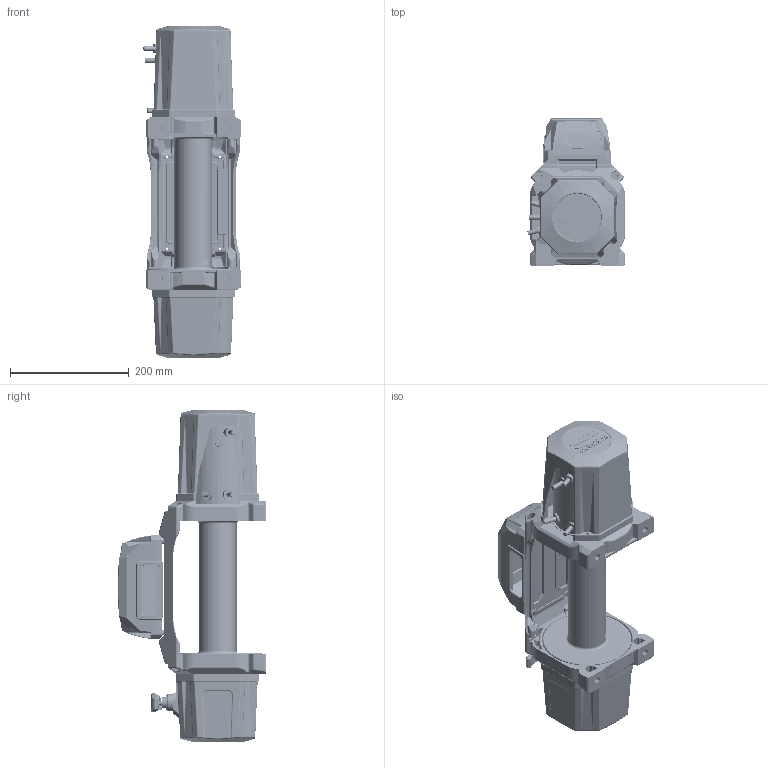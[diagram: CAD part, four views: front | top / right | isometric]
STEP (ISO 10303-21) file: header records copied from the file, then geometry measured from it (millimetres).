
FILE_DESCRIPTION(/* description */ (''),/* implementation_level */ '2;1');
FILE_NAME(/* name */ '649335_SX10_12V.stp',/* time_stamp */ '2023-06-12T08:27:34+02:00',/* author */ ('lang1ph'),/* organization */ (''),/* preprocessor_version */ 'ST-DEVELOPER v18.1',/* originating_system */ 'Autodesk Inventor 2022',/* authorisation */ '');
FILE_SCHEMA (('CONFIG_CONTROL_DESIGN'));
Products named in the file (1): 649335_SX10_12V
Bounding box: 164.77 x 250.6 x 560.32 mm (x, y, z)
Volume: 1025495.9 mm3; surface area: 1091059 mm2
Topology: 4 solids, 6 shells, 9260 faces, 23291 edges, 13905 vertices
Faces by surface type: cylinder 3215, bspline 2340, plane 1998, torus 737, sphere 514, cone 456
Full cylindrical faces by diameter (mm): 1 x1, 1.182 x1, 3 x5, 3.3 x1, 3.5 x4, 4 x1, 4.1 x4, 4.2 x11, 5 x6, 5.2 x12, 6.2 x10, 6.5 x11, 6.75 x6, 6.8 x4, 7.5 x4, 7.6 x1, 8 x10, 8.8 x4, 9.8 x2, 10 x1, 10.3 x1, 10.8 x4, 11.6 x1, 14.5 x2, 14.6 x1, 14.7 x1, 15 x4, 16 x1, 17.7 x1, 18 x3
Entity records: 555612 total; most frequent: CARTESIAN_POINT 341255, ORIENTED_EDGE 45924, DIRECTION 38903, EDGE_CURVE 22962, AXIS2_PLACEMENT_3D 15220, VERTEX_POINT 13906, EDGE_LOOP 9562, STYLED_ITEM 9265
